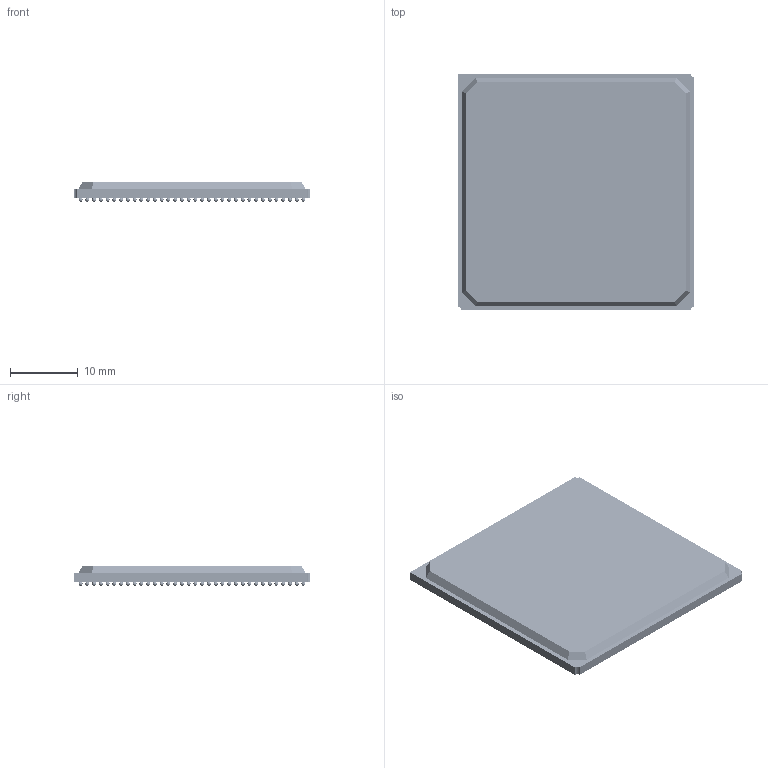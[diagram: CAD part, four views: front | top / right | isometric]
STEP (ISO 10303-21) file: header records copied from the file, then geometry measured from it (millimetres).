
FILE_DESCRIPTION(/* description */ (''),/* implementation_level */ '2;1');
FILE_NAME(/* name */ 'BGA1152C100P34X34_3500X3500X290.stp',/* time_stamp */ '2015-03-11T16:20:17+01:00',/* author */ ('admchouv'),/* organization */ (''),/* preprocessor_version */ 'ST-DEVELOPER v15.5',/* originating_system */ 'AutoCAD Mechanical',/* authorisation */ '');
FILE_SCHEMA (('AUTOMOTIVE_DESIGN { 1 0 10303 214 3 1 1 }'));
Length unit declared in the file: millimetre
Products named in the file (1): Product
Bounding box: 35 x 35 x 2.9 mm (x, y, z)
Volume: 2916.7 mm3; surface area: 8685.5 mm2
Topology: 1155 solids, 1155 shells, 2332 faces, 4674 edges, 3500 vertices
Faces by surface type: plane 1174, sphere 1152, cylinder 6
Entity records: 34247 total; most frequent: DIRECTION 7048, CARTESIAN_POINT 4747, AXIS2_PLACEMENT_3D 3497, ORIENTED_EDGE 2436, EDGE_LOOP 2332, ADVANCED_FACE 2332, EDGE_CURVE 1218, VERTEX_POINT 1196
